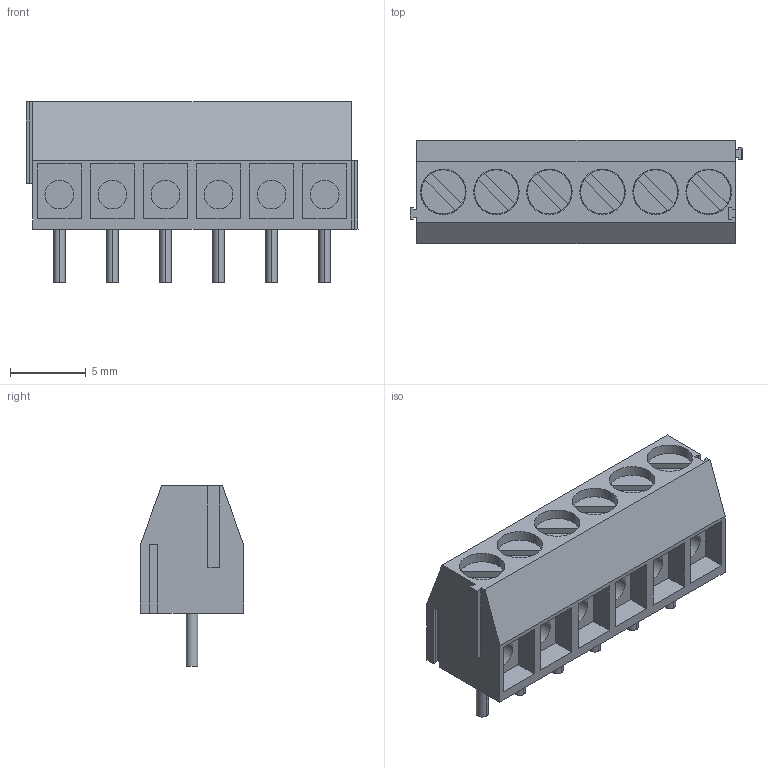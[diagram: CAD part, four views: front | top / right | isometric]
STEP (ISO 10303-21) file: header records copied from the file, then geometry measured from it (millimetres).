
FILE_DESCRIPTION(('CATIA V5 STEP Exchange','CAx-IF Rec.Pracs.--- Model Styling and Organization---1.4--- 2014-01-23'),'2;1');
FILE_NAME ('D1458982_1', '2021-07-22T09:04:20+00:00', ('none'), ('Weidmueller'), 'CATIA Version 5-6 Release 2016 SP3 HF44', 'CATIA V5 STEP AP214', 'none');
FILE_SCHEMA(('AUTOMOTIVE_DESIGN { 1 0 10303 214 1 1 1 1 }'));
Length unit declared in the file: millimetre
Products named in the file (1): 1912360000
Bounding box: 21.9 x 6.8 x 11.9 mm (x, y, z)
Volume: 949.9 mm3; surface area: 1448.9 mm2
Topology: 19 solids, 19 shells, 224 faces, 522 edges, 348 vertices
Faces by surface type: plane 176, cylinder 48
Entity records: 6463 total; most frequent: CARTESIAN_POINT 1084, ORIENTED_EDGE 1044, DIRECTION 948, EDGE_CURVE 522, VECTOR 402, LINE 402, VERTEX_POINT 348, AXIS2_PLACEMENT_3D 334
